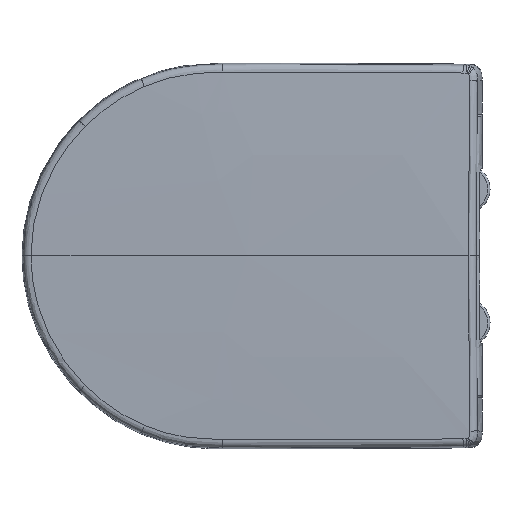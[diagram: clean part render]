
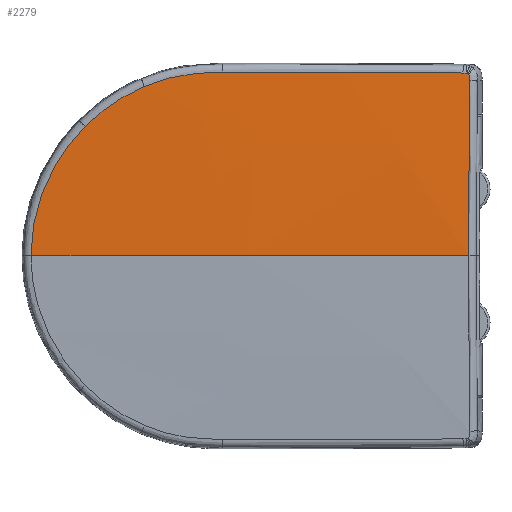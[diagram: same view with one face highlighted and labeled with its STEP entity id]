
A CAD part, top view. The second image highlights one B-rep face of the part: STEP entity #2279.
In plain terms, the highlighted free-form (B-spline) face has degree [2, 2] with [3, 3] control points.
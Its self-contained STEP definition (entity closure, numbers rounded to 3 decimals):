
#48=B_SPLINE_SURFACE_WITH_KNOTS('',2,2,((#10712,#10713,#10714),(#10715,
#10716,#10717),(#10718,#10719,#10720)),.UNSPECIFIED.,.F.,.F.,.F.,(3,3),
(3,3),(0.,1.),(0.,1.),.UNSPECIFIED.);
#533=(
BOUNDED_CURVE()
B_SPLINE_CURVE(2,(#10634,#10635,#10636),.UNSPECIFIED.,.F.,.F.)
B_SPLINE_CURVE_WITH_KNOTS((3,3),(0.,1.),.UNSPECIFIED.)
CURVE()
GEOMETRIC_REPRESENTATION_ITEM()
RATIONAL_B_SPLINE_CURVE((1.,1.,1.))
REPRESENTATION_ITEM('')
);
#534=(
BOUNDED_CURVE()
B_SPLINE_CURVE(6,(#10647,#10648,#10649,#10650,#10651,#10652,#10653),
 .UNSPECIFIED.,.F.,.F.)
B_SPLINE_CURVE_WITH_KNOTS((7,7),(0.,1.),.UNSPECIFIED.)
CURVE()
GEOMETRIC_REPRESENTATION_ITEM()
RATIONAL_B_SPLINE_CURVE((1.,1.,1.,1.,1.,1.,1.))
REPRESENTATION_ITEM('')
);
#535=(
BOUNDED_CURVE()
B_SPLINE_CURVE(6,(#10660,#10661,#10662,#10663,#10664,#10665,#10666),
 .UNSPECIFIED.,.F.,.F.)
B_SPLINE_CURVE_WITH_KNOTS((7,7),(0.,1.),.UNSPECIFIED.)
CURVE()
GEOMETRIC_REPRESENTATION_ITEM()
RATIONAL_B_SPLINE_CURVE((1.,1.,1.,1.,1.,1.,1.))
REPRESENTATION_ITEM('')
);
#536=(
BOUNDED_CURVE()
B_SPLINE_CURVE(6,(#10673,#10674,#10675,#10676,#10677,#10678,#10679),
 .UNSPECIFIED.,.F.,.F.)
B_SPLINE_CURVE_WITH_KNOTS((7,7),(0.,1.),.UNSPECIFIED.)
CURVE()
GEOMETRIC_REPRESENTATION_ITEM()
RATIONAL_B_SPLINE_CURVE((1.,1.,1.,1.,1.,1.,1.))
REPRESENTATION_ITEM('')
);
#537=(
BOUNDED_CURVE()
B_SPLINE_CURVE(6,(#10681,#10682,#10683,#10684,#10685,#10686,#10687),
 .UNSPECIFIED.,.F.,.F.)
B_SPLINE_CURVE_WITH_KNOTS((7,7),(0.,1.),.UNSPECIFIED.)
CURVE()
GEOMETRIC_REPRESENTATION_ITEM()
RATIONAL_B_SPLINE_CURVE((1.,1.,1.,1.,1.,1.,1.))
REPRESENTATION_ITEM('')
);
#538=(
BOUNDED_CURVE()
B_SPLINE_CURVE(6,(#10697,#10698,#10699,#10700,#10701,#10702,#10703),
 .UNSPECIFIED.,.F.,.F.)
B_SPLINE_CURVE_WITH_KNOTS((7,7),(0.,1.),.UNSPECIFIED.)
CURVE()
GEOMETRIC_REPRESENTATION_ITEM()
RATIONAL_B_SPLINE_CURVE((1.,1.,1.,1.,1.,1.,1.))
REPRESENTATION_ITEM('')
);
#539=(
BOUNDED_CURVE()
B_SPLINE_CURVE(6,(#10705,#10706,#10707,#10708,#10709,#10710,#10711),
 .UNSPECIFIED.,.F.,.F.)
B_SPLINE_CURVE_WITH_KNOTS((7,7),(0.,1.),.UNSPECIFIED.)
CURVE()
GEOMETRIC_REPRESENTATION_ITEM()
RATIONAL_B_SPLINE_CURVE((1.,1.,1.,1.,1.,1.,1.))
REPRESENTATION_ITEM('')
);
#1095=B_SPLINE_CURVE_WITH_KNOTS('',6,(#10639,#10640,#10641,#10642,#10643,
#10644,#10645),.UNSPECIFIED.,.F.,.F.,(7,7),(0.,1.),.UNSPECIFIED.);
#1096=B_SPLINE_CURVE_WITH_KNOTS('',3,(#10655,#10656,#10657,#10658),
 .UNSPECIFIED.,.F.,.F.,(4,4),(0.,1.),.UNSPECIFIED.);
#1097=B_SPLINE_CURVE_WITH_KNOTS('',3,(#10668,#10669,#10670,#10671),
 .UNSPECIFIED.,.F.,.F.,(4,4),(0.,1.),.UNSPECIFIED.);
#1098=B_SPLINE_CURVE_WITH_KNOTS('',6,(#10689,#10690,#10691,#10692,#10693,
#10694,#10695),.UNSPECIFIED.,.F.,.F.,(7,7),(0.,1.),.UNSPECIFIED.);
#2279=ADVANCED_FACE('',(#2923),#48,.T.);
#2923=FACE_OUTER_BOUND('',#3499,.T.);
#3499=EDGE_LOOP('',(#4219,#4220,#4221,#4222,#4223,#4224,#4225,#4226,#4227,
#4228,#4229));
#4219=ORIENTED_EDGE('',*,*,#7913,.T.);
#4220=ORIENTED_EDGE('',*,*,#7914,.F.);
#4221=ORIENTED_EDGE('',*,*,#7915,.F.);
#4222=ORIENTED_EDGE('',*,*,#7916,.F.);
#4223=ORIENTED_EDGE('',*,*,#7917,.F.);
#4224=ORIENTED_EDGE('',*,*,#7918,.F.);
#4225=ORIENTED_EDGE('',*,*,#7919,.F.);
#4226=ORIENTED_EDGE('',*,*,#7920,.F.);
#4227=ORIENTED_EDGE('',*,*,#7921,.F.);
#4228=ORIENTED_EDGE('',*,*,#7922,.F.);
#4229=ORIENTED_EDGE('',*,*,#7923,.F.);
#7010=VERTEX_POINT('',#10637);
#7011=VERTEX_POINT('',#10638);
#7012=VERTEX_POINT('',#10646);
#7013=VERTEX_POINT('',#10654);
#7014=VERTEX_POINT('',#10659);
#7015=VERTEX_POINT('',#10667);
#7016=VERTEX_POINT('',#10672);
#7017=VERTEX_POINT('',#10680);
#7018=VERTEX_POINT('',#10688);
#7019=VERTEX_POINT('',#10696);
#7020=VERTEX_POINT('',#10704);
#7913=EDGE_CURVE('',#7010,#7011,#533,.T.);
#7914=EDGE_CURVE('',#7012,#7011,#1095,.T.);
#7915=EDGE_CURVE('',#7013,#7012,#534,.T.);
#7916=EDGE_CURVE('',#7014,#7013,#1096,.T.);
#7917=EDGE_CURVE('',#7015,#7014,#535,.T.);
#7918=EDGE_CURVE('',#7016,#7015,#1097,.T.);
#7919=EDGE_CURVE('',#7017,#7016,#536,.T.);
#7920=EDGE_CURVE('',#7018,#7017,#537,.T.);
#7921=EDGE_CURVE('',#7019,#7018,#1098,.T.);
#7922=EDGE_CURVE('',#7020,#7019,#538,.T.);
#7923=EDGE_CURVE('',#7010,#7020,#539,.T.);
#10634=CARTESIAN_POINT('',(-420.446,0.,18.494));
#10635=CARTESIAN_POINT('',(-213.677,0.,25.253));
#10636=CARTESIAN_POINT('',(2.213,0.,25.314));
#10637=CARTESIAN_POINT('',(-420.446,0.,18.494));
#10638=CARTESIAN_POINT('',(2.213,0.,25.314));
#10639=CARTESIAN_POINT('',(3.455,169.253,22.172));
#10640=CARTESIAN_POINT('',(2.979,141.093,23.444));
#10641=CARTESIAN_POINT('',(2.64,112.781,24.279));
#10642=CARTESIAN_POINT('',(2.414,84.777,24.832));
#10643=CARTESIAN_POINT('',(2.275,56.326,25.163));
#10644=CARTESIAN_POINT('',(2.213,28.261,25.314));
#10645=CARTESIAN_POINT('',(2.213,0.,25.314));
#10646=CARTESIAN_POINT('',(3.455,169.253,22.172));
#10647=CARTESIAN_POINT('',(2.197,175.79,21.866));
#10648=CARTESIAN_POINT('',(3.032,175.015,21.904));
#10649=CARTESIAN_POINT('',(3.385,173.754,21.964));
#10650=CARTESIAN_POINT('',(3.453,172.702,22.014));
#10651=CARTESIAN_POINT('',(3.503,171.518,22.069));
#10652=CARTESIAN_POINT('',(3.474,170.391,22.12));
#10653=CARTESIAN_POINT('',(3.455,169.253,22.172));
#10654=CARTESIAN_POINT('',(2.197,175.79,21.866));
#10655=CARTESIAN_POINT('',(1.754,176.112,21.851));
#10656=CARTESIAN_POINT('',(1.933,176.011,21.855));
#10657=CARTESIAN_POINT('',(2.076,175.901,21.861));
#10658=CARTESIAN_POINT('',(2.197,175.79,21.866));
#10659=CARTESIAN_POINT('',(1.754,176.112,21.851));
#10660=CARTESIAN_POINT('',(1.054,176.396,21.837));
#10661=CARTESIAN_POINT('',(1.176,176.361,21.838));
#10662=CARTESIAN_POINT('',(1.296,176.322,21.84));
#10663=CARTESIAN_POINT('',(1.414,176.278,21.842));
#10664=CARTESIAN_POINT('',(1.53,176.229,21.845));
#10665=CARTESIAN_POINT('',(1.644,176.174,21.848));
#10666=CARTESIAN_POINT('',(1.754,176.112,21.851));
#10667=CARTESIAN_POINT('',(1.054,176.396,21.837));
#10668=CARTESIAN_POINT('',(-0.077,176.608,21.826));
#10669=CARTESIAN_POINT('',(0.334,176.561,21.829));
#10670=CARTESIAN_POINT('',(0.715,176.494,21.832));
#10671=CARTESIAN_POINT('',(1.054,176.396,21.837));
#10672=CARTESIAN_POINT('',(-0.077,176.608,21.826));
#10673=CARTESIAN_POINT('',(-3.002,176.727,21.82));
#10674=CARTESIAN_POINT('',(-2.517,176.722,21.82));
#10675=CARTESIAN_POINT('',(-2.029,176.717,21.821));
#10676=CARTESIAN_POINT('',(-1.54,176.709,21.821));
#10677=CARTESIAN_POINT('',(-1.051,176.693,21.822));
#10678=CARTESIAN_POINT('',(-0.562,176.663,21.824));
#10679=CARTESIAN_POINT('',(-0.077,176.608,21.826));
#10680=CARTESIAN_POINT('',(-3.002,176.727,21.82));
#10681=CARTESIAN_POINT('',(-234.972,177.519,20.605));
#10682=CARTESIAN_POINT('',(-196.306,177.861,21.008));
#10683=CARTESIAN_POINT('',(-157.644,177.93,21.315));
#10684=CARTESIAN_POINT('',(-118.981,177.785,21.545));
#10685=CARTESIAN_POINT('',(-80.319,177.489,21.703));
#10686=CARTESIAN_POINT('',(-41.658,177.114,21.793));
#10687=CARTESIAN_POINT('',(-3.002,176.727,21.82));
#10688=CARTESIAN_POINT('',(-234.972,177.519,20.605));
#10689=CARTESIAN_POINT('',(-310.778,163.818,19.848));
#10690=CARTESIAN_POINT('',(-298.855,168.825,19.977));
#10691=CARTESIAN_POINT('',(-286.48,172.78,20.099));
#10692=CARTESIAN_POINT('',(-273.778,175.502,20.216));
#10693=CARTESIAN_POINT('',(-260.838,177.253,20.326));
#10694=CARTESIAN_POINT('',(-247.909,177.425,20.47));
#10695=CARTESIAN_POINT('',(-234.972,177.519,20.605));
#10696=CARTESIAN_POINT('',(-310.778,163.818,19.848));
#10697=CARTESIAN_POINT('',(-368.1,125.082,19.141));
#10698=CARTESIAN_POINT('',(-359.912,133.304,19.248));
#10699=CARTESIAN_POINT('',(-351.096,140.9,19.364));
#10700=CARTESIAN_POINT('',(-341.709,147.809,19.487));
#10701=CARTESIAN_POINT('',(-331.813,153.971,19.612));
#10702=CARTESIAN_POINT('',(-321.476,159.325,19.733));
#10703=CARTESIAN_POINT('',(-310.778,163.818,19.848));
#10704=CARTESIAN_POINT('',(-368.1,125.082,19.141));
#10705=CARTESIAN_POINT('',(-420.446,0.,18.494));
#10706=CARTESIAN_POINT('',(-420.441,23.187,18.495));
#10707=CARTESIAN_POINT('',(-416.755,46.383,18.539));
#10708=CARTESIAN_POINT('',(-409.175,68.798,18.628));
#10709=CARTESIAN_POINT('',(-398.323,89.726,18.749));
#10710=CARTESIAN_POINT('',(-384.462,108.653,18.927));
#10711=CARTESIAN_POINT('',(-368.1,125.082,19.141));
#10712=CARTESIAN_POINT('',(8.162,-0.033,25.314));
#10713=CARTESIAN_POINT('',(-214.359,-0.033,25.347));
#10714=CARTESIAN_POINT('',(-427.204,-0.027,18.272));
#10715=CARTESIAN_POINT('',(8.167,118.9,25.315));
#10716=CARTESIAN_POINT('',(-214.577,118.9,25.348));
#10717=CARTESIAN_POINT('',(-427.218,97.416,18.271));
#10718=CARTESIAN_POINT('',(8.36,194.892,20.845));
#10719=CARTESIAN_POINT('',(-216.319,195.15,20.878));
#10720=CARTESIAN_POINT('',(-325.636,181.643,19.378));
